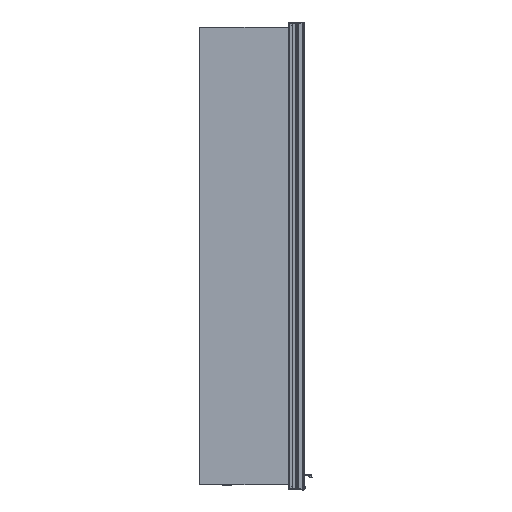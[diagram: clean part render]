
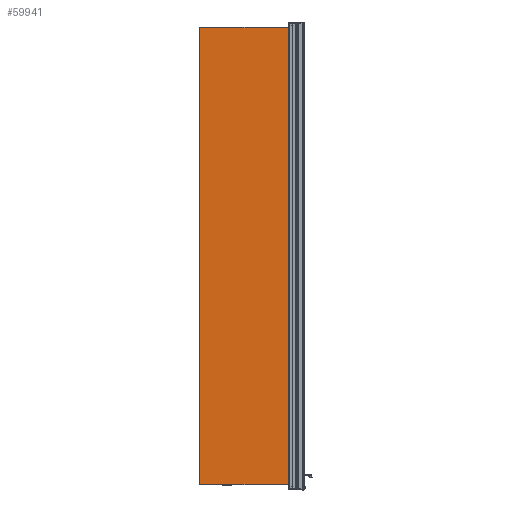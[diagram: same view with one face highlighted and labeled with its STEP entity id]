
A CAD part, left-side view. The second image highlights one B-rep face of the part: STEP entity #59941.
In plain terms, the highlighted planar face has unit normal (-1, 0, 0).
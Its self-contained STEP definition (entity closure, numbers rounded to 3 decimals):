
#2741=PLANE('',#63724);
#4672=FACE_OUTER_BOUND('',#8065,.T.);
#8065=EDGE_LOOP('',(#42554,#42555,#42556,#42557));
#12078=LINE('',#91161,#18186);
#12082=LINE('',#91170,#18190);
#12084=LINE('',#91173,#18192);
#12086=LINE('',#91176,#18194);
#18186=VECTOR('',#72214,1.);
#18190=VECTOR('',#72220,1.);
#18192=VECTOR('',#72224,1.);
#18194=VECTOR('',#72228,1.);
#25368=VERTEX_POINT('',#91158);
#25369=VERTEX_POINT('',#91160);
#25372=VERTEX_POINT('',#91167);
#25373=VERTEX_POINT('',#91169);
#31878=EDGE_CURVE('',#25369,#25368,#12078,.T.);
#31882=EDGE_CURVE('',#25373,#25372,#12082,.T.);
#31884=EDGE_CURVE('',#25368,#25373,#12084,.T.);
#31886=EDGE_CURVE('',#25369,#25372,#12086,.T.);
#42554=ORIENTED_EDGE('',*,*,#31886,.F.);
#42555=ORIENTED_EDGE('',*,*,#31878,.T.);
#42556=ORIENTED_EDGE('',*,*,#31884,.T.);
#42557=ORIENTED_EDGE('',*,*,#31882,.T.);
#59941=ADVANCED_FACE('',(#4672),#2741,.T.);
#63724=AXIS2_PLACEMENT_3D('',#91175,#72226,#72227);
#72214=DIRECTION('',(0.,1.,0.));
#72220=DIRECTION('',(0.,-1.,0.));
#72224=DIRECTION('',(0.,0.,-1.));
#72226=DIRECTION('center_axis',(-1.,0.,0.));
#72227=DIRECTION('ref_axis',(0.,0.,-1.));
#72228=DIRECTION('',(0.,0.,-1.));
#91158=CARTESIAN_POINT('',(0.5,167.2,740.5));
#91160=CARTESIAN_POINT('',(0.5,25.7,740.5));
#91161=CARTESIAN_POINT('',(0.5,96.45,740.5));
#91167=CARTESIAN_POINT('',(0.5,25.7,9.5));
#91169=CARTESIAN_POINT('',(0.5,167.2,9.5));
#91170=CARTESIAN_POINT('',(0.5,96.45,9.5));
#91173=CARTESIAN_POINT('',(0.5,167.2,375.));
#91175=CARTESIAN_POINT('Origin',(0.5,96.45,375.));
#91176=CARTESIAN_POINT('',(0.5,25.7,375.));
